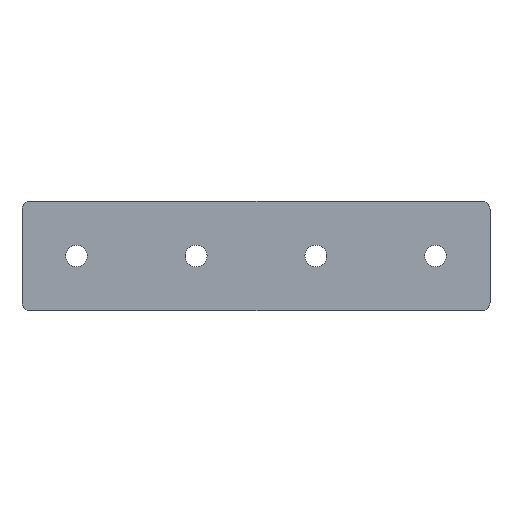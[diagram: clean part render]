
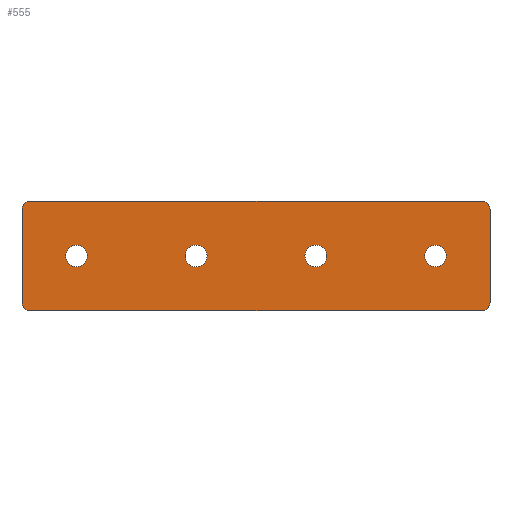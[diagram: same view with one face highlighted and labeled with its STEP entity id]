
A CAD part, top view. The second image highlights one B-rep face of the part: STEP entity #555.
In plain terms, the highlighted planar face has unit normal (0, 0, 1).
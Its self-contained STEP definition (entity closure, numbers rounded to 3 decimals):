
#1 = ORIENTED_EDGE ( 'NONE', *, *, #624, .T. ) ;
#8 = EDGE_LOOP ( 'NONE', ( #492, #1, #200, #155, #511, #520, #487, #447 ) ) ;
#10 = CARTESIAN_POINT ( 'NONE',  ( 94.1, 0., 3. ) ) ;
#13 = ORIENTED_EDGE ( 'NONE', *, *, #320, .F. ) ;
#14 = VERTEX_POINT ( 'NONE', #10 ) ;
#22 = PLANE ( 'NONE',  #103 ) ;
#26 = DIRECTION ( 'NONE',  ( 0., 0., 1. ) ) ;
#27 = VERTEX_POINT ( 'NONE', #54 ) ;
#32 = EDGE_CURVE ( 'NONE', #44, #490, #193, .T. ) ;
#40 = CARTESIAN_POINT ( 'NONE',  ( 0., 0., 3. ) ) ;
#41 = VERTEX_POINT ( 'NONE', #601 ) ;
#42 = DIRECTION ( 'NONE',  ( -1., 0., 0. ) ) ;
#44 = VERTEX_POINT ( 'NONE', #255 ) ;
#47 = FACE_BOUND ( 'NONE', #604, .T. ) ;
#52 = EDGE_CURVE ( 'NONE', #490, #372, #459, .T. ) ;
#53 = DIRECTION ( 'NONE',  ( 1., 0., 0. ) ) ;
#54 = CARTESIAN_POINT ( 'NONE',  ( 4.1, 0., 3. ) ) ;
#61 = ORIENTED_EDGE ( 'NONE', *, *, #423, .F. ) ;
#74 = CARTESIAN_POINT ( 'NONE',  ( -4.1, 0., 3. ) ) ;
#86 = DIRECTION ( 'NONE',  ( 0., 0., 1. ) ) ;
#87 = DIRECTION ( 'NONE',  ( 0., 0., 1. ) ) ;
#94 = CARTESIAN_POINT ( 'NONE',  ( 152.5, 17.5, 3. ) ) ;
#95 = VERTEX_POINT ( 'NONE', #363 ) ;
#100 = EDGE_CURVE ( 'NONE', #41, #351, #558, .T. ) ;
#101 = CIRCLE ( 'NONE', #331, 3. ) ;
#103 = AXIS2_PLACEMENT_3D ( 'NONE', #430, #187, #616 ) ;
#104 = EDGE_CURVE ( 'NONE', #211, #95, #595, .T. ) ;
#108 = VERTEX_POINT ( 'NONE', #360 ) ;
#111 = CARTESIAN_POINT ( 'NONE',  ( 90., 0., 3. ) ) ;
#115 = CARTESIAN_POINT ( 'NONE',  ( 45., 0., 3. ) ) ;
#117 = DIRECTION ( 'NONE',  ( 0., 0., 1. ) ) ;
#119 = DIRECTION ( 'NONE',  ( 0., 0., 1. ) ) ;
#122 = AXIS2_PLACEMENT_3D ( 'NONE', #614, #26, #230 ) ;
#123 = VECTOR ( 'NONE', #515, 1000. ) ;
#131 = AXIS2_PLACEMENT_3D ( 'NONE', #94, #581, #140 ) ;
#132 = AXIS2_PLACEMENT_3D ( 'NONE', #111, #404, #409 ) ;
#133 = CARTESIAN_POINT ( 'NONE',  ( 155.5, -17.5, 3. ) ) ;
#140 = DIRECTION ( 'NONE',  ( -1., 0., 0. ) ) ;
#143 = EDGE_LOOP ( 'NONE', ( #236, #340 ) ) ;
#145 = FACE_BOUND ( 'NONE', #143, .T. ) ;
#150 = CARTESIAN_POINT ( 'NONE',  ( -17.5, -17.5, 3. ) ) ;
#153 = AXIS2_PLACEMENT_3D ( 'NONE', #619, #87, #470 ) ;
#155 = ORIENTED_EDGE ( 'NONE', *, *, #305, .T. ) ;
#161 = CARTESIAN_POINT ( 'NONE',  ( 45., 0., 3. ) ) ;
#166 = VECTOR ( 'NONE', #638, 1000. ) ;
#167 = DIRECTION ( 'NONE',  ( 0., -1., 0. ) ) ;
#171 = EDGE_CURVE ( 'NONE', #108, #585, #344, .T. ) ;
#173 = EDGE_CURVE ( 'NONE', #299, #44, #264, .T. ) ;
#183 = DIRECTION ( 'NONE',  ( 0., 0., 1. ) ) ;
#185 = CIRCLE ( 'NONE', #552, 4.1 ) ;
#187 = DIRECTION ( 'NONE',  ( 0., 0., -1. ) ) ;
#189 = CARTESIAN_POINT ( 'NONE',  ( -17.5, 17.5, 3. ) ) ;
#192 = CIRCLE ( 'NONE', #345, 4.1 ) ;
#193 = CIRCLE ( 'NONE', #347, 3. ) ;
#200 = ORIENTED_EDGE ( 'NONE', *, *, #491, .T. ) ;
#211 = VERTEX_POINT ( 'NONE', #326 ) ;
#217 = CARTESIAN_POINT ( 'NONE',  ( 135., 0., 3. ) ) ;
#223 = VERTEX_POINT ( 'NONE', #517 ) ;
#230 = DIRECTION ( 'NONE',  ( 1., 0., 0. ) ) ;
#231 = ORIENTED_EDGE ( 'NONE', *, *, #349, .F. ) ;
#236 = ORIENTED_EDGE ( 'NONE', *, *, #497, .F. ) ;
#239 = FACE_BOUND ( 'NONE', #481, .T. ) ;
#243 = DIRECTION ( 'NONE',  ( 1., 0., 0. ) ) ;
#251 = CARTESIAN_POINT ( 'NONE',  ( -17.5, -20.5, 3. ) ) ;
#253 = EDGE_CURVE ( 'NONE', #351, #299, #101, .T. ) ;
#255 = CARTESIAN_POINT ( 'NONE',  ( -20.5, -17.5, 3. ) ) ;
#257 = CARTESIAN_POINT ( 'NONE',  ( 155.5, -20.5, 3. ) ) ;
#260 = DIRECTION ( 'NONE',  ( -1., 0., 0. ) ) ;
#264 = LINE ( 'NONE', #553, #582 ) ;
#275 = ORIENTED_EDGE ( 'NONE', *, *, #104, .F. ) ;
#287 = VERTEX_POINT ( 'NONE', #437 ) ;
#298 = DIRECTION ( 'NONE',  ( 0., 0., 1. ) ) ;
#299 = VERTEX_POINT ( 'NONE', #386 ) ;
#300 = DIRECTION ( 'NONE',  ( -1., 0., 0. ) ) ;
#305 = EDGE_CURVE ( 'NONE', #287, #41, #504, .T. ) ;
#310 = AXIS2_PLACEMENT_3D ( 'NONE', #115, #119, #460 ) ;
#312 = CARTESIAN_POINT ( 'NONE',  ( 155.5, 20.5, 3. ) ) ;
#320 = EDGE_CURVE ( 'NONE', #223, #14, #461, .T. ) ;
#321 = CARTESIAN_POINT ( 'NONE',  ( -20.5, -20.5, 3. ) ) ;
#326 = CARTESIAN_POINT ( 'NONE',  ( 49.1, 0., 3. ) ) ;
#331 = AXIS2_PLACEMENT_3D ( 'NONE', #189, #533, #42 ) ;
#332 = CIRCLE ( 'NONE', #132, 4.1 ) ;
#340 = ORIENTED_EDGE ( 'NONE', *, *, #626, .F. ) ;
#344 = CIRCLE ( 'NONE', #440, 4.1 ) ;
#345 = AXIS2_PLACEMENT_3D ( 'NONE', #161, #593, #53 ) ;
#347 = AXIS2_PLACEMENT_3D ( 'NONE', #150, #350, #300 ) ;
#349 = EDGE_CURVE ( 'NONE', #585, #108, #185, .T. ) ;
#350 = DIRECTION ( 'NONE',  ( 0., 0., 1. ) ) ;
#351 = VERTEX_POINT ( 'NONE', #383 ) ;
#355 = VERTEX_POINT ( 'NONE', #133 ) ;
#360 = CARTESIAN_POINT ( 'NONE',  ( 139.1, 0., 3. ) ) ;
#363 = CARTESIAN_POINT ( 'NONE',  ( 40.9, 0., 3. ) ) ;
#372 = VERTEX_POINT ( 'NONE', #478 ) ;
#374 = ORIENTED_EDGE ( 'NONE', *, *, #377, .F. ) ;
#377 = EDGE_CURVE ( 'NONE', #14, #223, #332, .T. ) ;
#378 = DIRECTION ( 'NONE',  ( 1., 0., 0. ) ) ;
#379 = CARTESIAN_POINT ( 'NONE',  ( 130.9, 0., 3. ) ) ;
#380 = AXIS2_PLACEMENT_3D ( 'NONE', #429, #86, #475 ) ;
#383 = CARTESIAN_POINT ( 'NONE',  ( -17.5, 20.5, 3. ) ) ;
#386 = CARTESIAN_POINT ( 'NONE',  ( -20.5, 17.5, 3. ) ) ;
#403 = CIRCLE ( 'NONE', #153, 3. ) ;
#404 = DIRECTION ( 'NONE',  ( 0., 0., 1. ) ) ;
#409 = DIRECTION ( 'NONE',  ( 1., 0., 0. ) ) ;
#415 = DIRECTION ( 'NONE',  ( 1., 0., 0. ) ) ;
#423 = EDGE_CURVE ( 'NONE', #95, #211, #192, .T. ) ;
#429 = CARTESIAN_POINT ( 'NONE',  ( 90., 0., 3. ) ) ;
#430 = CARTESIAN_POINT ( 'NONE',  ( 0., 0., 3. ) ) ;
#437 = CARTESIAN_POINT ( 'NONE',  ( 155.5, 17.5, 3. ) ) ;
#439 = FACE_OUTER_BOUND ( 'NONE', #8, .T. ) ;
#440 = AXIS2_PLACEMENT_3D ( 'NONE', #217, #117, #415 ) ;
#447 = ORIENTED_EDGE ( 'NONE', *, *, #32, .T. ) ;
#449 = LINE ( 'NONE', #257, #166 ) ;
#451 = ORIENTED_EDGE ( 'NONE', *, *, #171, .F. ) ;
#452 = CIRCLE ( 'NONE', #122, 4.1 ) ;
#459 = LINE ( 'NONE', #321, #123 ) ;
#460 = DIRECTION ( 'NONE',  ( 1., 0., 0. ) ) ;
#461 = CIRCLE ( 'NONE', #380, 4.1 ) ;
#470 = DIRECTION ( 'NONE',  ( -1., 0., 0. ) ) ;
#475 = DIRECTION ( 'NONE',  ( 1., 0., 0. ) ) ;
#478 = CARTESIAN_POINT ( 'NONE',  ( 152.5, -20.5, 3. ) ) ;
#481 = EDGE_LOOP ( 'NONE', ( #13, #374 ) ) ;
#487 = ORIENTED_EDGE ( 'NONE', *, *, #173, .T. ) ;
#490 = VERTEX_POINT ( 'NONE', #251 ) ;
#491 = EDGE_CURVE ( 'NONE', #355, #287, #449, .T. ) ;
#492 = ORIENTED_EDGE ( 'NONE', *, *, #52, .T. ) ;
#493 = AXIS2_PLACEMENT_3D ( 'NONE', #40, #298, #243 ) ;
#497 = EDGE_CURVE ( 'NONE', #630, #27, #524, .T. ) ;
#504 = CIRCLE ( 'NONE', #131, 3. ) ;
#511 = ORIENTED_EDGE ( 'NONE', *, *, #100, .T. ) ;
#515 = DIRECTION ( 'NONE',  ( 1., 0., 0. ) ) ;
#517 = CARTESIAN_POINT ( 'NONE',  ( 85.9, 0., 3. ) ) ;
#520 = ORIENTED_EDGE ( 'NONE', *, *, #253, .T. ) ;
#524 = CIRCLE ( 'NONE', #493, 4.1 ) ;
#533 = DIRECTION ( 'NONE',  ( 0., 0., 1. ) ) ;
#539 = FACE_BOUND ( 'NONE', #603, .T. ) ;
#552 = AXIS2_PLACEMENT_3D ( 'NONE', #621, #183, #378 ) ;
#553 = CARTESIAN_POINT ( 'NONE',  ( -20.5, 20.5, 3. ) ) ;
#555 = ADVANCED_FACE ( 'NONE', ( #539, #239, #47, #145, #439 ), #22, .F. ) ;
#558 = LINE ( 'NONE', #312, #625 ) ;
#581 = DIRECTION ( 'NONE',  ( 0., 0., 1. ) ) ;
#582 = VECTOR ( 'NONE', #167, 1000. ) ;
#585 = VERTEX_POINT ( 'NONE', #379 ) ;
#593 = DIRECTION ( 'NONE',  ( 0., 0., 1. ) ) ;
#595 = CIRCLE ( 'NONE', #310, 4.1 ) ;
#601 = CARTESIAN_POINT ( 'NONE',  ( 152.5, 20.5, 3. ) ) ;
#603 = EDGE_LOOP ( 'NONE', ( #231, #451 ) ) ;
#604 = EDGE_LOOP ( 'NONE', ( #61, #275 ) ) ;
#614 = CARTESIAN_POINT ( 'NONE',  ( 0., 0., 3. ) ) ;
#616 = DIRECTION ( 'NONE',  ( -1., 0., 0. ) ) ;
#619 = CARTESIAN_POINT ( 'NONE',  ( 152.5, -17.5, 3. ) ) ;
#621 = CARTESIAN_POINT ( 'NONE',  ( 135., 0., 3. ) ) ;
#624 = EDGE_CURVE ( 'NONE', #372, #355, #403, .T. ) ;
#625 = VECTOR ( 'NONE', #260, 1000. ) ;
#626 = EDGE_CURVE ( 'NONE', #27, #630, #452, .T. ) ;
#630 = VERTEX_POINT ( 'NONE', #74 ) ;
#638 = DIRECTION ( 'NONE',  ( 0., 1., 0. ) ) ;
